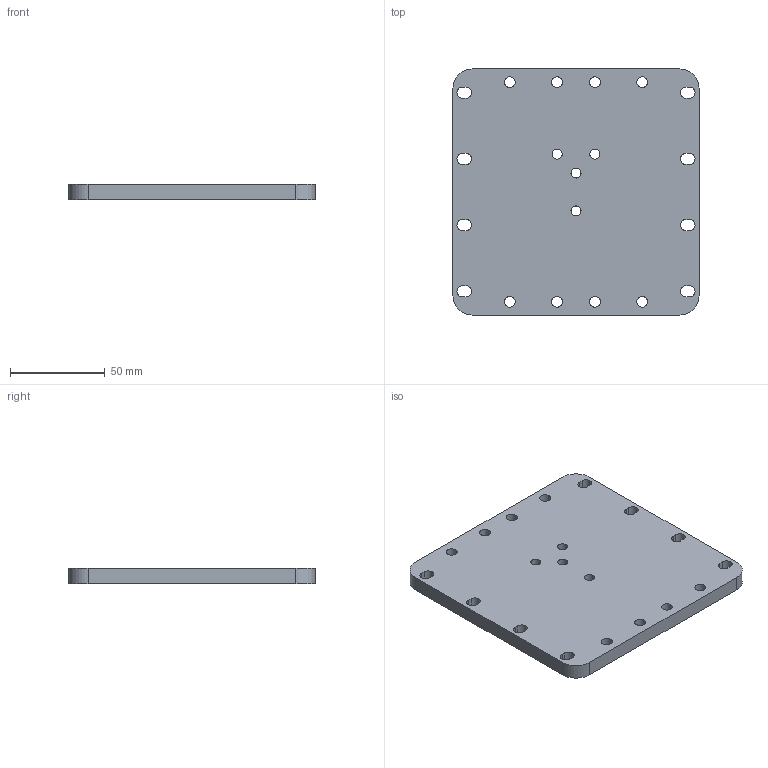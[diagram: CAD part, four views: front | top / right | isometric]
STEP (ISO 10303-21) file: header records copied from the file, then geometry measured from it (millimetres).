
FILE_DESCRIPTION(/* description */ (''),/* implementation_level */ '2;1');
FILE_NAME(/* name */ 'main carriage v1.step',/* time_stamp */ '2024-12-15T08:57:09-05:00',/* author */ (''),/* organization */ (''),/* preprocessor_version */ 'ST-DEVELOPER v20',/* originating_system */ 'Autodesk Translation Framework v13.20.0.188',/* authorisation */ '');
FILE_SCHEMA (('AUTOMOTIVE_DESIGN { 1 0 10303 214 3 1 1 }'));
Length unit declared in the file: millimetre
Products named in the file (1): updated main carriage
Bounding box: 130 x 130 x 8 mm (x, y, z)
Volume: 129671.7 mm3; surface area: 39560.6 mm2
Topology: 1 solids, 1 shells, 54 faces, 156 edges, 104 vertices
Faces by surface type: cylinder 32, plane 22
Full cylindrical faces by diameter (mm): 5.3 x4, 5.8 x8
Entity records: 1917 total; most frequent: DIRECTION 330, CARTESIAN_POINT 315, ORIENTED_EDGE 312, EDGE_CURVE 156, AXIS2_PLACEMENT_3D 119, VERTEX_POINT 104, EDGE_LOOP 94, LINE 92
